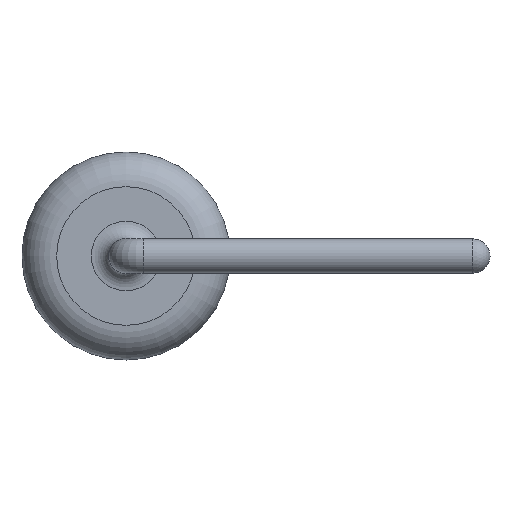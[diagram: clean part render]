
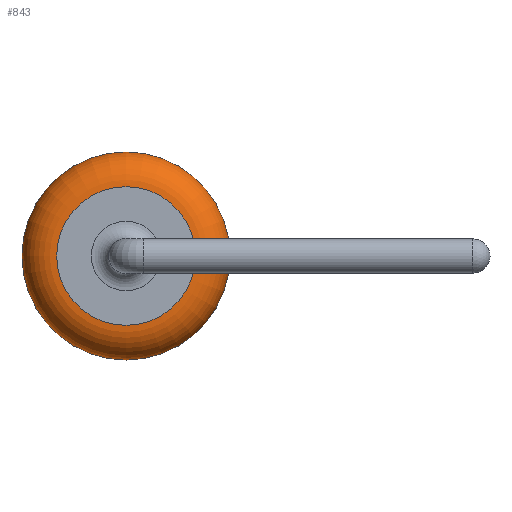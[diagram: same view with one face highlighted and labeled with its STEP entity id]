
A CAD part, left-side view. The second image highlights one B-rep face of the part: STEP entity #843.
In plain terms, the highlighted toroidal (fillet/blend) face has major radius 1 mm and minor radius 0.5 mm.
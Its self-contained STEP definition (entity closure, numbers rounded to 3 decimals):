
#17 = FACE_OUTER_BOUND ( 'NONE', #774, .T. ) ;
#37 = ORIENTED_EDGE ( 'NONE', *, *, #245, .F. ) ;
#39 = CARTESIAN_POINT ( 'NONE',  ( -4., 0., 0. ) ) ;
#49 = TOROIDAL_SURFACE ( 'NONE', #694, 1., 0.5 ) ;
#84 = DIRECTION ( 'NONE',  ( -1., 0., 0. ) ) ;
#95 = CARTESIAN_POINT ( 'NONE',  ( -4.5, 0., 0. ) ) ;
#118 = CIRCLE ( 'NONE', #798, 1. ) ;
#165 = EDGE_LOOP ( 'NONE', ( #37 ) ) ;
#245 = EDGE_CURVE ( 'NONE', #861, #861, #472, .T. ) ;
#410 = DIRECTION ( 'NONE',  ( -1., 0., 0. ) ) ;
#412 = CARTESIAN_POINT ( 'NONE',  ( -4.5, 0., 1. ) ) ;
#447 = FACE_OUTER_BOUND ( 'NONE', #165, .T. ) ;
#463 = DIRECTION ( 'NONE',  ( 0., 0., 1. ) ) ;
#469 = DIRECTION ( 'NONE',  ( 0., 0., 1. ) ) ;
#472 = CIRCLE ( 'NONE', #794, 1.5 ) ;
#519 = EDGE_CURVE ( 'NONE', #932, #932, #118, .T. ) ;
#544 = ORIENTED_EDGE ( 'NONE', *, *, #519, .F. ) ;
#694 = AXIS2_PLACEMENT_3D ( 'NONE', #735, #84, #469 ) ;
#735 = CARTESIAN_POINT ( 'NONE',  ( -4., 0., 0. ) ) ;
#774 = EDGE_LOOP ( 'NONE', ( #544 ) ) ;
#783 = DIRECTION ( 'NONE',  ( 0., 0., 1. ) ) ;
#784 = CARTESIAN_POINT ( 'NONE',  ( -4., 0., 1.5 ) ) ;
#794 = AXIS2_PLACEMENT_3D ( 'NONE', #39, #838, #463 ) ;
#798 = AXIS2_PLACEMENT_3D ( 'NONE', #95, #410, #783 ) ;
#838 = DIRECTION ( 'NONE',  ( 1., 0., 0. ) ) ;
#843 = ADVANCED_FACE ( 'NONE', ( #17, #447 ), #49, .T. ) ;
#861 = VERTEX_POINT ( 'NONE', #784 ) ;
#932 = VERTEX_POINT ( 'NONE', #412 ) ;
